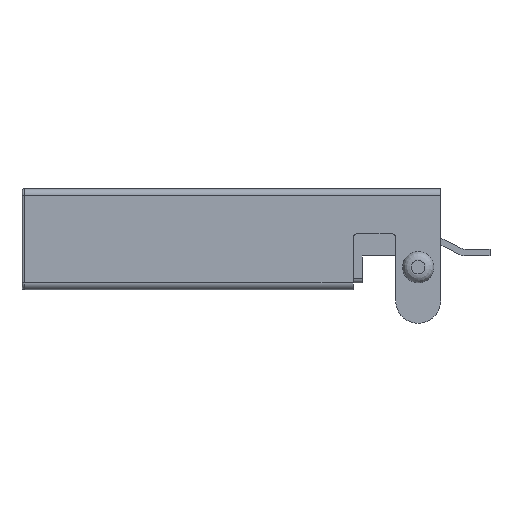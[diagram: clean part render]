
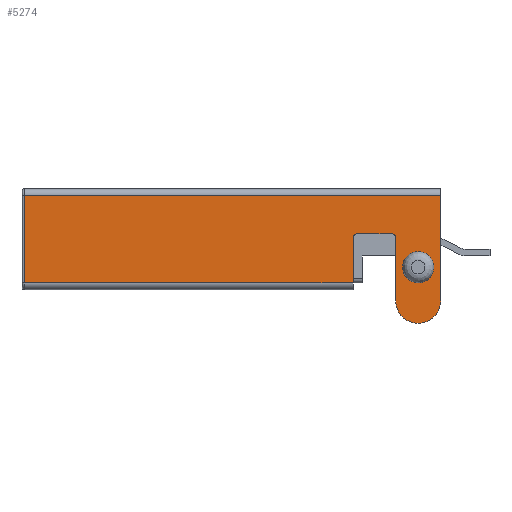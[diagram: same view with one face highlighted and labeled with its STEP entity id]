
A CAD part, left-side view. The second image highlights one B-rep face of the part: STEP entity #5274.
In plain terms, the highlighted planar face has unit normal (-1, 0, 0).
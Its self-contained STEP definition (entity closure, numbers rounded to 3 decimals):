
#4176 = EDGE_CURVE('',#4177,#4179,#4181,.T.);
#4177 = VERTEX_POINT('',#4178);
#4178 = CARTESIAN_POINT('',(-6.,-18.65,4.2));
#4179 = VERTEX_POINT('',#4180);
#4180 = CARTESIAN_POINT('',(-6.,-18.65,-0.501));
#4181 = LINE('',#4182,#4183);
#4182 = CARTESIAN_POINT('',(-6.,-18.65,2.5));
#4183 = VECTOR('',#4184,1.);
#4184 = DIRECTION('',(0.,0.,-1.));
#4269 = EDGE_CURVE('',#4270,#4177,#4272,.T.);
#4270 = VERTEX_POINT('',#4271);
#4271 = CARTESIAN_POINT('',(-6.,-0.1,4.2));
#4272 = LINE('',#4273,#4274);
#4273 = CARTESIAN_POINT('',(-6.,0.,4.2));
#4274 = VECTOR('',#4275,1.);
#4275 = DIRECTION('',(0.,-1.,0.));
#5274 = ADVANCED_FACE('',(#5275,#5361),#5372,.T.);
#5275 = FACE_BOUND('',#5276,.T.);
#5276 = EDGE_LOOP('',(#5277,#5287,#5295,#5304,#5312,#5321,#5329,#5338,
    #5346,#5353,#5354,#5355));
#5277 = ORIENTED_EDGE('',*,*,#5278,.T.);
#5278 = EDGE_CURVE('',#5279,#5281,#5283,.T.);
#5279 = VERTEX_POINT('',#5280);
#5280 = CARTESIAN_POINT('',(-6.,-0.1,0.3));
#5281 = VERTEX_POINT('',#5282);
#5282 = CARTESIAN_POINT('',(-6.,-14.75,0.3));
#5283 = LINE('',#5284,#5285);
#5284 = CARTESIAN_POINT('',(-6.,0.,0.3));
#5285 = VECTOR('',#5286,1.);
#5286 = DIRECTION('',(0.,-1.,0.));
#5287 = ORIENTED_EDGE('',*,*,#5288,.T.);
#5288 = EDGE_CURVE('',#5281,#5289,#5291,.T.);
#5289 = VERTEX_POINT('',#5290);
#5290 = CARTESIAN_POINT('',(-6.,-14.75,2.3));
#5291 = LINE('',#5292,#5293);
#5292 = CARTESIAN_POINT('',(-6.,-14.75,2.1));
#5293 = VECTOR('',#5294,1.);
#5294 = DIRECTION('',(0.,0.,1.));
#5295 = ORIENTED_EDGE('',*,*,#5296,.T.);
#5296 = EDGE_CURVE('',#5289,#5297,#5299,.T.);
#5297 = VERTEX_POINT('',#5298);
#5298 = CARTESIAN_POINT('',(-6.,-14.95,2.5));
#5299 = CIRCLE('',#5300,0.2);
#5300 = AXIS2_PLACEMENT_3D('',#5301,#5302,#5303);
#5301 = CARTESIAN_POINT('',(-6.,-14.95,2.3));
#5302 = DIRECTION('',(1.,0.,0.));
#5303 = DIRECTION('',(0.,0.,-1.));
#5304 = ORIENTED_EDGE('',*,*,#5305,.T.);
#5305 = EDGE_CURVE('',#5297,#5306,#5308,.T.);
#5306 = VERTEX_POINT('',#5307);
#5307 = CARTESIAN_POINT('',(-6.,-16.45,2.5));
#5308 = LINE('',#5309,#5310);
#5309 = CARTESIAN_POINT('',(-6.,-7.375,2.5));
#5310 = VECTOR('',#5311,1.);
#5311 = DIRECTION('',(0.,-1.,0.));
#5312 = ORIENTED_EDGE('',*,*,#5313,.F.);
#5313 = EDGE_CURVE('',#5314,#5306,#5316,.T.);
#5314 = VERTEX_POINT('',#5315);
#5315 = CARTESIAN_POINT('',(-6.,-16.65,2.3));
#5316 = CIRCLE('',#5317,0.2);
#5317 = AXIS2_PLACEMENT_3D('',#5318,#5319,#5320);
#5318 = CARTESIAN_POINT('',(-6.,-16.45,2.3));
#5319 = DIRECTION('',(-1.,-0.,0.));
#5320 = DIRECTION('',(0.,-1.,0.));
#5321 = ORIENTED_EDGE('',*,*,#5322,.T.);
#5322 = EDGE_CURVE('',#5314,#5323,#5325,.T.);
#5323 = VERTEX_POINT('',#5324);
#5324 = CARTESIAN_POINT('',(-6.,-16.65,-0.501));
#5325 = LINE('',#5326,#5327);
#5326 = CARTESIAN_POINT('',(-6.,-16.65,2.5));
#5327 = VECTOR('',#5328,1.);
#5328 = DIRECTION('',(0.,0.,-1.));
#5329 = ORIENTED_EDGE('',*,*,#5330,.F.);
#5330 = EDGE_CURVE('',#5331,#5323,#5333,.T.);
#5331 = VERTEX_POINT('',#5332);
#5332 = CARTESIAN_POINT('',(-6.,-17.649,-1.5));
#5333 = CIRCLE('',#5334,0.999);
#5334 = AXIS2_PLACEMENT_3D('',#5335,#5336,#5337);
#5335 = CARTESIAN_POINT('',(-6.,-17.649,-0.501));
#5336 = DIRECTION('',(1.,0.,0.));
#5337 = DIRECTION('',(0.,-1.,0.));
#5338 = ORIENTED_EDGE('',*,*,#5339,.F.);
#5339 = EDGE_CURVE('',#5340,#5331,#5342,.T.);
#5340 = VERTEX_POINT('',#5341);
#5341 = CARTESIAN_POINT('',(-6.,-17.651,-1.5));
#5342 = LINE('',#5343,#5344);
#5343 = CARTESIAN_POINT('',(-6.,-18.65,-1.5));
#5344 = VECTOR('',#5345,1.);
#5345 = DIRECTION('',(0.,1.,0.));
#5346 = ORIENTED_EDGE('',*,*,#5347,.F.);
#5347 = EDGE_CURVE('',#4179,#5340,#5348,.T.);
#5348 = CIRCLE('',#5349,0.999);
#5349 = AXIS2_PLACEMENT_3D('',#5350,#5351,#5352);
#5350 = CARTESIAN_POINT('',(-6.,-17.651,-0.501));
#5351 = DIRECTION('',(1.,0.,-0.));
#5352 = DIRECTION('',(0.,1.,0.));
#5353 = ORIENTED_EDGE('',*,*,#4176,.F.);
#5354 = ORIENTED_EDGE('',*,*,#4269,.F.);
#5355 = ORIENTED_EDGE('',*,*,#5356,.T.);
#5356 = EDGE_CURVE('',#4270,#5279,#5357,.T.);
#5357 = LINE('',#5358,#5359);
#5358 = CARTESIAN_POINT('',(-6.,-0.1,4.2));
#5359 = VECTOR('',#5360,1.);
#5360 = DIRECTION('',(0.,0.,-1.));
#5361 = FACE_BOUND('',#5362,.T.);
#5362 = EDGE_LOOP('',(#5363));
#5363 = ORIENTED_EDGE('',*,*,#5364,.F.);
#5364 = EDGE_CURVE('',#5365,#5365,#5367,.T.);
#5365 = VERTEX_POINT('',#5366);
#5366 = CARTESIAN_POINT('',(-6.,-17.65,0.3));
#5367 = CIRCLE('',#5368,0.7);
#5368 = AXIS2_PLACEMENT_3D('',#5369,#5370,#5371);
#5369 = CARTESIAN_POINT('',(-6.,-17.65,1.));
#5370 = DIRECTION('',(-1.,0.,0.));
#5371 = DIRECTION('',(0.,0.,-1.));
#5372 = PLANE('',#5373);
#5373 = AXIS2_PLACEMENT_3D('',#5374,#5375,#5376);
#5374 = CARTESIAN_POINT('',(-6.,-10.418,1.997));
#5375 = DIRECTION('',(-1.,0.,0.));
#5376 = DIRECTION('',(0.,1.,0.));
